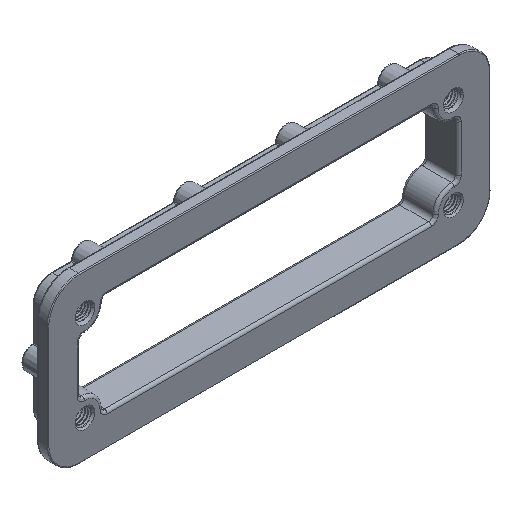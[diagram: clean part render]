
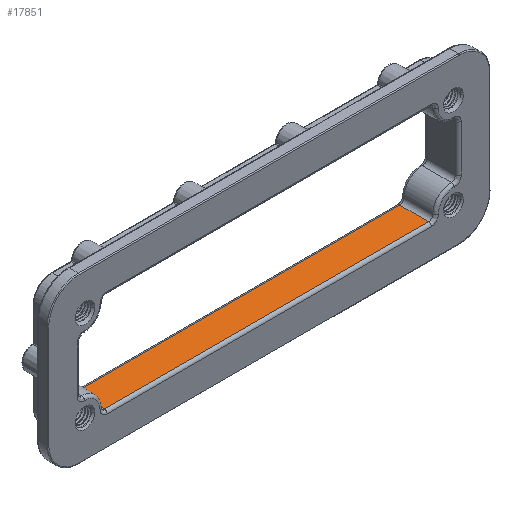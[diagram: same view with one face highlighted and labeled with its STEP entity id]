
A CAD part, isometric view. The second image highlights one B-rep face of the part: STEP entity #17851.
In plain terms, the highlighted planar face has unit normal (0, -0.018, 1).
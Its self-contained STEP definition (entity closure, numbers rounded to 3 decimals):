
#6160=DIRECTION('',(-1.,0.,0.));
#6161=VECTOR('',#6160,114.385);
#6162=CARTESIAN_POINT('',(57.193,0.983,
-17.692));
#6163=LINE('',#6162,#6161);
#6164=DIRECTION('',(-0.017,-1.,-0.017));
#6165=VECTOR('',#6164,10.003);
#6166=CARTESIAN_POINT('',(-57.018,10.983,
-17.518));
#6167=LINE('',#6166,#6165);
#6168=DIRECTION('',(1.,0.,0.));
#6169=VECTOR('',#6168,114.036);
#6170=CARTESIAN_POINT('',(-57.018,10.983,
-17.518));
#6171=LINE('',#6170,#6169);
#6172=DIRECTION('',(0.017,-1.,-0.017));
#6173=VECTOR('',#6172,10.003);
#6174=CARTESIAN_POINT('',(57.018,10.983,-17.518));
#6175=LINE('',#6174,#6173);
#6264=CARTESIAN_POINT('',(57.193,0.983,
-17.692));
#9595=VERTEX_POINT('',#6264);
#9598=CARTESIAN_POINT('',(-57.193,0.983,
-17.692));
#9599=VERTEX_POINT('',#9598);
#9626=CARTESIAN_POINT('',(-57.018,10.983,
-17.518));
#9627=VERTEX_POINT('',#9626);
#9630=CARTESIAN_POINT('',(57.018,10.983,-17.518));
#9631=VERTEX_POINT('',#9630);
#17837=CARTESIAN_POINT('',(61.697,12.,-17.5));
#17838=DIRECTION('',(0.,0.017,-1.));
#17839=DIRECTION('',(1.,0.,0.));
#17840=AXIS2_PLACEMENT_3D('',#17837,#17838,#17839);
#17841=PLANE('',#17840);
#17843=ORIENTED_EDGE('',*,*,#17842,.T.);
#17845=ORIENTED_EDGE('',*,*,#17844,.F.);
#17846=ORIENTED_EDGE('',*,*,#17831,.T.);
#17848=ORIENTED_EDGE('',*,*,#17847,.T.);
#17849=EDGE_LOOP('',(#17843,#17845,#17846,#17848));
#17850=FACE_OUTER_BOUND('',#17849,.F.);
#17831=EDGE_CURVE('',#9627,#9631,#6171,.T.);
#17842=EDGE_CURVE('',#9595,#9599,#6163,.T.);
#17844=EDGE_CURVE('',#9627,#9599,#6167,.T.);
#17847=EDGE_CURVE('',#9631,#9595,#6175,.T.);
#17851=ADVANCED_FACE('',(#17850),#17841,.F.);
